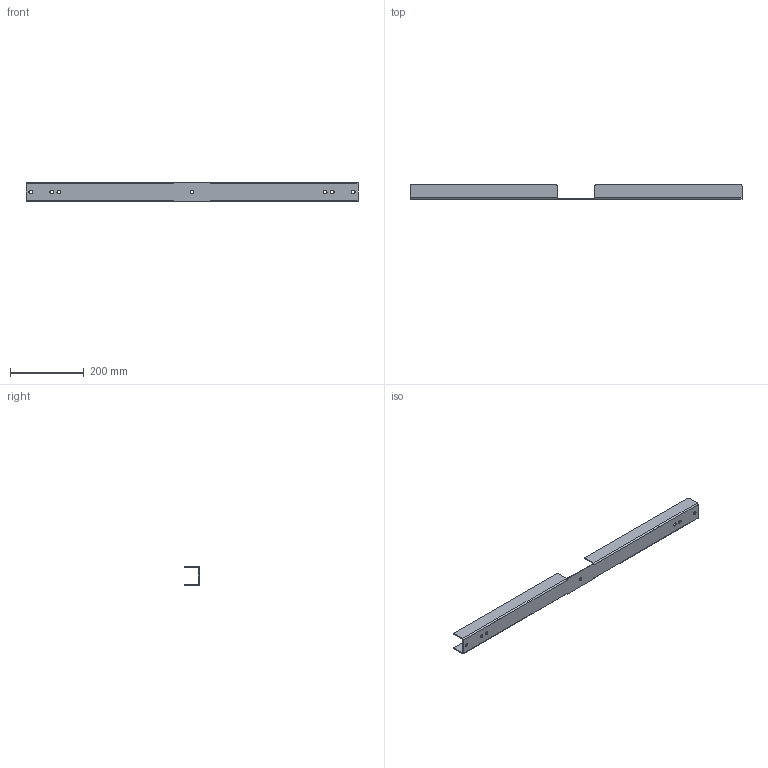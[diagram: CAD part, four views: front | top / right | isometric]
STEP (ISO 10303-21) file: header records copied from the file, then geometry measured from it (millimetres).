
FILE_DESCRIPTION (( 'STEP AP214' ), '1' );
FILE_NAME ('PMH35GY.STEP', '2019-07-16T14:08:30', ( '' ), ( '' ), 'SwSTEP 2.0', 'SolidWorks 2018', '' );
FILE_SCHEMA (( 'AUTOMOTIVE_DESIGN' ));
Length unit declared in the file: inch
Products named in the file (1): PMH35GY
Bounding box: 901.7 x 38.1 x 50.8 mm (x, y, z)
Volume: 242823.9 mm3; surface area: 207077.9 mm2
Topology: 1 solids, 1 shells, 60 faces, 166 edges, 108 vertices
Faces by surface type: cylinder 30, plane 30
Entity records: 2774 total; most frequent: DIRECTION 348, CARTESIAN_POINT 335, ORIENTED_EDGE 332, EDGE_CURVE 166, AXIS2_PLACEMENT_3D 121, VERTEX_POINT 108, VECTOR 106, LINE 106
